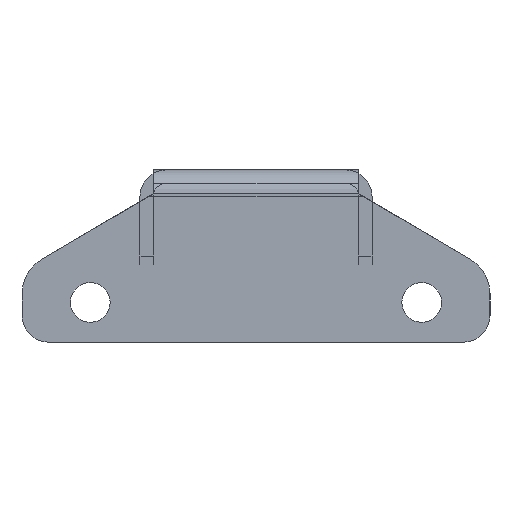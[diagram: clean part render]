
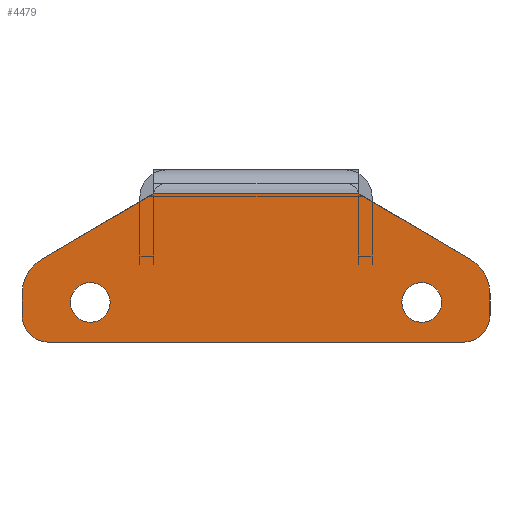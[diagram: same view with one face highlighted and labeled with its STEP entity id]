
A CAD part, left-side view. The second image highlights one B-rep face of the part: STEP entity #4479.
In plain terms, the highlighted planar face has unit normal (-1, 0, 0).
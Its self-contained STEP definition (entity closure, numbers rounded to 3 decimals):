
#203 = DIRECTION ( 'NONE',  ( 1., 0., 0. ) ) ;
#284 = CARTESIAN_POINT ( 'NONE',  ( -549.5, -35.3, -22. ) ) ;
#347 = EDGE_CURVE ( 'NONE', #6825, #7884, #8339, .T. ) ;
#390 = CIRCLE ( 'NONE', #6530, 4. ) ;
#496 = VECTOR ( 'NONE', #3831, 1000. ) ;
#516 = VECTOR ( 'NONE', #8307, 1000. ) ;
#530 = CARTESIAN_POINT ( 'NONE',  ( -549.5, 35.3, -26. ) ) ;
#536 = VECTOR ( 'NONE', #7580, 1000. ) ;
#611 = CARTESIAN_POINT ( 'NONE',  ( -549.5, 31.3, -22. ) ) ;
#619 = ORIENTED_EDGE ( 'NONE', *, *, #1768, .T. ) ;
#639 = AXIS2_PLACEMENT_3D ( 'NONE', #860, #7195, #3339 ) ;
#646 = DIRECTION ( 'NONE',  ( 0., 0., 1. ) ) ;
#685 = DIRECTION ( 'NONE',  ( 0., 0., 1. ) ) ;
#720 = EDGE_CURVE ( 'NONE', #5995, #3078, #4332, .T. ) ;
#786 = CIRCLE ( 'NONE', #2289, 6. ) ;
#795 = CARTESIAN_POINT ( 'NONE',  ( -549.5, -32.345, -13.523 ) ) ;
#827 = DIRECTION ( 'NONE',  ( -1., 0., 0. ) ) ;
#860 = CARTESIAN_POINT ( 'NONE',  ( -549.5, -25., -20. ) ) ;
#871 = EDGE_CURVE ( 'NONE', #1517, #6825, #2973, .T. ) ;
#987 = CARTESIAN_POINT ( 'NONE',  ( -549.5, 17.5, -26. ) ) ;
#989 = DIRECTION ( 'NONE',  ( -1., 0., 0. ) ) ;
#1125 = ORIENTED_EDGE ( 'NONE', *, *, #6924, .F. ) ;
#1204 = EDGE_LOOP ( 'NONE', ( #7177, #4295 ) ) ;
#1226 = EDGE_CURVE ( 'NONE', #3078, #5995, #6961, .T. ) ;
#1326 = DIRECTION ( 'NONE',  ( -1., 0., 0. ) ) ;
#1433 = CARTESIAN_POINT ( 'NONE',  ( -549.5, -25., -17. ) ) ;
#1445 = CARTESIAN_POINT ( 'NONE',  ( -549.5, 35.3, -22. ) ) ;
#1463 = CARTESIAN_POINT ( 'NONE',  ( -549.5, -35.3, -26. ) ) ;
#1517 = VERTEX_POINT ( 'NONE', #6383 ) ;
#1602 = VERTEX_POINT ( 'NONE', #6595 ) ;
#1699 = CARTESIAN_POINT ( 'NONE',  ( -549.5, 25., -23. ) ) ;
#1733 = AXIS2_PLACEMENT_3D ( 'NONE', #611, #827, #4471 ) ;
#1768 = EDGE_CURVE ( 'NONE', #1921, #3447, #390, .T. ) ;
#1827 = CARTESIAN_POINT ( 'NONE',  ( -549.5, 35.3, -18.692 ) ) ;
#1894 = CARTESIAN_POINT ( 'NONE',  ( -549.5, -31.3, -26. ) ) ;
#1921 = VERTEX_POINT ( 'NONE', #1894 ) ;
#1951 = EDGE_CURVE ( 'NONE', #4581, #2879, #786, .T. ) ;
#2032 = FACE_BOUND ( 'NONE', #6901, .T. ) ;
#2110 = ORIENTED_EDGE ( 'NONE', *, *, #347, .T. ) ;
#2289 = AXIS2_PLACEMENT_3D ( 'NONE', #6480, #1326, #685 ) ;
#2302 = EDGE_CURVE ( 'NONE', #1921, #2588, #8353, .T. ) ;
#2359 = CARTESIAN_POINT ( 'NONE',  ( -549.5, -35.3, -3.6 ) ) ;
#2467 = ORIENTED_EDGE ( 'NONE', *, *, #2302, .F. ) ;
#2517 = ORIENTED_EDGE ( 'NONE', *, *, #7288, .T. ) ;
#2550 = LINE ( 'NONE', #6534, #6943 ) ;
#2553 = FACE_BOUND ( 'NONE', #1204, .T. ) ;
#2588 = VERTEX_POINT ( 'NONE', #5300 ) ;
#2617 = ORIENTED_EDGE ( 'NONE', *, *, #6816, .T. ) ;
#2646 = CARTESIAN_POINT ( 'NONE',  ( -549.5, 25., -17. ) ) ;
#2688 = CIRCLE ( 'NONE', #1733, 4. ) ;
#2708 = CARTESIAN_POINT ( 'NONE',  ( -549.5, 25., -20. ) ) ;
#2879 = VERTEX_POINT ( 'NONE', #795 ) ;
#2882 = ORIENTED_EDGE ( 'NONE', *, *, #5043, .T. ) ;
#2923 = ORIENTED_EDGE ( 'NONE', *, *, #6050, .F. ) ;
#2941 = ORIENTED_EDGE ( 'NONE', *, *, #3268, .T. ) ;
#2973 = CIRCLE ( 'NONE', #4613, 6. ) ;
#3078 = VERTEX_POINT ( 'NONE', #3426 ) ;
#3132 = CARTESIAN_POINT ( 'NONE',  ( -549.5, -31.3, -22. ) ) ;
#3169 = AXIS2_PLACEMENT_3D ( 'NONE', #6664, #8164, #5544 ) ;
#3268 = EDGE_CURVE ( 'NONE', #3712, #1602, #4971, .T. ) ;
#3339 = DIRECTION ( 'NONE',  ( 0., 0., 1. ) ) ;
#3426 = CARTESIAN_POINT ( 'NONE',  ( -549.5, -25., -23. ) ) ;
#3447 = VERTEX_POINT ( 'NONE', #284 ) ;
#3504 = DIRECTION ( 'NONE',  ( 0., 0., 1. ) ) ;
#3690 = DIRECTION ( 'NONE',  ( 0., 0., 1. ) ) ;
#3712 = VERTEX_POINT ( 'NONE', #6448 ) ;
#3764 = EDGE_CURVE ( 'NONE', #4401, #5383, #5337, .T. ) ;
#3831 = DIRECTION ( 'NONE',  ( 0., 0., -1. ) ) ;
#3865 = DIRECTION ( 'NONE',  ( -1., 0., 0. ) ) ;
#4174 = EDGE_LOOP ( 'NONE', ( #2882, #7305, #1125, #2941, #2517, #4602, #2110, #2617, #2467, #619 ) ) ;
#4238 = AXIS2_PLACEMENT_3D ( 'NONE', #2708, #3865, #646 ) ;
#4295 = ORIENTED_EDGE ( 'NONE', *, *, #1226, .T. ) ;
#4332 = CIRCLE ( 'NONE', #639, 3. ) ;
#4373 = DIRECTION ( 'NONE',  ( -1., 0., 0. ) ) ;
#4401 = VERTEX_POINT ( 'NONE', #1699 ) ;
#4471 = DIRECTION ( 'NONE',  ( 0., 0., 1. ) ) ;
#4479 = ADVANCED_FACE ( 'NONE', ( #2553, #7900, #2032 ), #7173, .T. ) ;
#4581 = VERTEX_POINT ( 'NONE', #5284 ) ;
#4602 = ORIENTED_EDGE ( 'NONE', *, *, #871, .T. ) ;
#4613 = AXIS2_PLACEMENT_3D ( 'NONE', #8104, #989, #3504 ) ;
#4837 = DIRECTION ( 'NONE',  ( 0., 0., 1. ) ) ;
#4971 = LINE ( 'NONE', #2359, #536 ) ;
#5043 = EDGE_CURVE ( 'NONE', #3447, #4581, #8019, .T. ) ;
#5165 = CARTESIAN_POINT ( 'NONE',  ( -549.5, 0., 0. ) ) ;
#5284 = CARTESIAN_POINT ( 'NONE',  ( -549.5, -35.3, -18.692 ) ) ;
#5300 = CARTESIAN_POINT ( 'NONE',  ( -549.5, 31.3, -26. ) ) ;
#5310 = CARTESIAN_POINT ( 'NONE',  ( -549.5, -25., -20. ) ) ;
#5337 = CIRCLE ( 'NONE', #4238, 3. ) ;
#5383 = VERTEX_POINT ( 'NONE', #2646 ) ;
#5495 = CIRCLE ( 'NONE', #3169, 3. ) ;
#5544 = DIRECTION ( 'NONE',  ( 0., 0., 1. ) ) ;
#5632 = VECTOR ( 'NONE', #7253, 1000. ) ;
#5708 = VECTOR ( 'NONE', #7237, 1000. ) ;
#5804 = DIRECTION ( 'NONE',  ( 0., -0.862, -0.508 ) ) ;
#5995 = VERTEX_POINT ( 'NONE', #1433 ) ;
#6038 = AXIS2_PLACEMENT_3D ( 'NONE', #5165, #6493, #8383 ) ;
#6050 = EDGE_CURVE ( 'NONE', #5383, #4401, #5495, .T. ) ;
#6074 = ORIENTED_EDGE ( 'NONE', *, *, #3764, .F. ) ;
#6383 = CARTESIAN_POINT ( 'NONE',  ( -549.5, 32.345, -13.523 ) ) ;
#6448 = CARTESIAN_POINT ( 'NONE',  ( -549.5, -15.5, -3.6 ) ) ;
#6480 = CARTESIAN_POINT ( 'NONE',  ( -549.5, -29.3, -18.692 ) ) ;
#6493 = DIRECTION ( 'NONE',  ( -1., 0., 0. ) ) ;
#6530 = AXIS2_PLACEMENT_3D ( 'NONE', #3132, #4373, #3690 ) ;
#6534 = CARTESIAN_POINT ( 'NONE',  ( -549.5, -2.418, 4.106 ) ) ;
#6595 = CARTESIAN_POINT ( 'NONE',  ( -549.5, 15.5, -3.6 ) ) ;
#6664 = CARTESIAN_POINT ( 'NONE',  ( -549.5, 25., -20. ) ) ;
#6816 = EDGE_CURVE ( 'NONE', #7884, #2588, #2688, .T. ) ;
#6825 = VERTEX_POINT ( 'NONE', #1827 ) ;
#6901 = EDGE_LOOP ( 'NONE', ( #2923, #6074 ) ) ;
#6924 = EDGE_CURVE ( 'NONE', #3712, #2879, #2550, .T. ) ;
#6943 = VECTOR ( 'NONE', #5804, 1000. ) ;
#6961 = CIRCLE ( 'NONE', #8048, 3. ) ;
#7173 = PLANE ( 'NONE',  #6038 ) ;
#7177 = ORIENTED_EDGE ( 'NONE', *, *, #720, .T. ) ;
#7189 = CARTESIAN_POINT ( 'NONE',  ( -549.5, 2.418, 4.106 ) ) ;
#7195 = DIRECTION ( 'NONE',  ( 1., 0., 0. ) ) ;
#7237 = DIRECTION ( 'NONE',  ( 0., 0.862, -0.508 ) ) ;
#7253 = DIRECTION ( 'NONE',  ( 0., 0., 1. ) ) ;
#7288 = EDGE_CURVE ( 'NONE', #1602, #1517, #7969, .T. ) ;
#7305 = ORIENTED_EDGE ( 'NONE', *, *, #1951, .T. ) ;
#7580 = DIRECTION ( 'NONE',  ( 0., 1., 0. ) ) ;
#7884 = VERTEX_POINT ( 'NONE', #1445 ) ;
#7900 = FACE_OUTER_BOUND ( 'NONE', #4174, .T. ) ;
#7969 = LINE ( 'NONE', #7189, #5708 ) ;
#8019 = LINE ( 'NONE', #1463, #5632 ) ;
#8048 = AXIS2_PLACEMENT_3D ( 'NONE', #5310, #203, #4837 ) ;
#8104 = CARTESIAN_POINT ( 'NONE',  ( -549.5, 29.3, -18.692 ) ) ;
#8164 = DIRECTION ( 'NONE',  ( -1., 0., 0. ) ) ;
#8307 = DIRECTION ( 'NONE',  ( 0., 1., 0. ) ) ;
#8339 = LINE ( 'NONE', #530, #496 ) ;
#8353 = LINE ( 'NONE', #987, #516 ) ;
#8383 = DIRECTION ( 'NONE',  ( 0., 0., 1. ) ) ;
